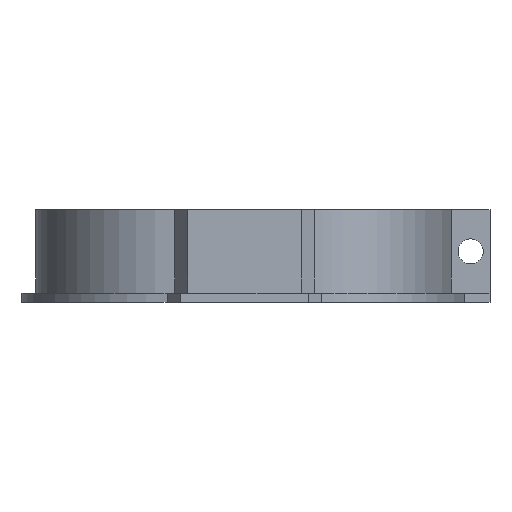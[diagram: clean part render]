
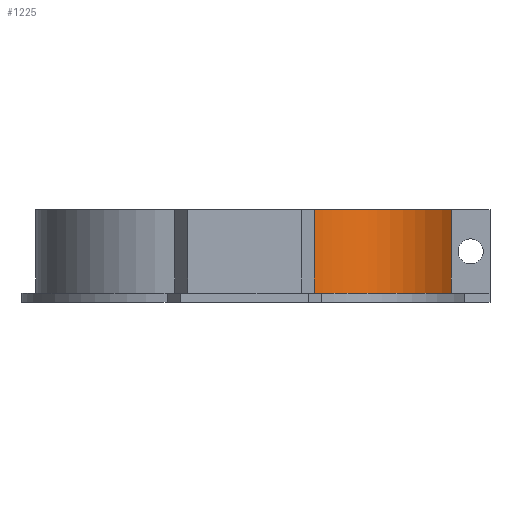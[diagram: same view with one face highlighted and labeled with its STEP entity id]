
A CAD part, left-side view. The second image highlights one B-rep face of the part: STEP entity #1225.
In plain terms, the highlighted free-form (B-spline) face has degree [3, 1] with [8, 2] control points.
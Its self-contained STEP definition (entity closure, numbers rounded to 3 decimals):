
#33=B_SPLINE_SURFACE_WITH_KNOTS('',3,1,((#2056,#2057),(#2058,#2059),(#2060,
#2061),(#2062,#2063),(#2064,#2065),(#2066,#2067),(#2068,#2069),(#2070,#2071)),
 .SURF_OF_LINEAR_EXTRUSION.,.F.,.F.,.F.,(4,1,1,1,1,4),(2,2),(0.,0.25,0.5,
0.625,0.75,1.),(0.,1.),.UNSPECIFIED.);
#126=LINE('',#2055,#260);
#127=LINE('',#2087,#261);
#260=VECTOR('',#1431,1000.);
#261=VECTOR('',#1432,1000.);
#467=ORIENTED_EDGE('',*,*,#797,.F.);
#468=ORIENTED_EDGE('',*,*,#796,.F.);
#469=ORIENTED_EDGE('',*,*,#718,.T.);
#470=ORIENTED_EDGE('',*,*,#798,.T.);
#718=EDGE_CURVE('',#901,#900,#1000,.T.);
#796=EDGE_CURVE('',#901,#958,#126,.T.);
#797=EDGE_CURVE('',#958,#959,#1022,.T.);
#798=EDGE_CURVE('',#900,#959,#127,.T.);
#900=VERTEX_POINT('',#1717);
#901=VERTEX_POINT('',#1732);
#958=VERTEX_POINT('',#2054);
#959=VERTEX_POINT('',#2086);
#1000=B_SPLINE_CURVE_WITH_KNOTS('',3,(#1718,#1719,#1720,#1721,#1722,#1723,
#1724,#1725,#1726,#1727,#1728,#1729,#1730,#1731),.UNSPECIFIED.,.F.,.F.,
(4,2,2,2,2,2,4),(0.,0.238,0.498,0.628,
0.758,0.888,1.),.UNSPECIFIED.);
#1022=B_SPLINE_CURVE_WITH_KNOTS('',3,(#2072,#2073,#2074,#2075,#2076,#2077,
#2078,#2079,#2080,#2081,#2082,#2083,#2084,#2085),.UNSPECIFIED.,.F.,.F.,
(4,2,2,2,2,2,4),(0.,0.238,0.498,0.628,
0.758,0.888,1.),.UNSPECIFIED.);
#1049=EDGE_LOOP('',(#467,#468,#469,#470));
#1119=FACE_BOUND('',#1049,.T.);
#1225=ADVANCED_FACE('',(#1119),#33,.T.);
#1431=DIRECTION('',(0.,0.,-1.));
#1432=DIRECTION('',(0.,0.,-1.));
#1717=CARTESIAN_POINT('',(54.401,-8.427,9.));
#1718=CARTESIAN_POINT('',(84.527,-23.237,9.));
#1719=CARTESIAN_POINT('',(79.665,-23.01,9.));
#1720=CARTESIAN_POINT('',(75.459,-22.616,9.));
#1721=CARTESIAN_POINT('',(67.922,-21.371,9.));
#1722=CARTESIAN_POINT('',(64.704,-20.482,9.));
#1723=CARTESIAN_POINT('',(60.832,-18.682,9.));
#1724=CARTESIAN_POINT('',(59.701,-18.003,9.));
#1725=CARTESIAN_POINT('',(57.756,-16.46,9.));
#1726=CARTESIAN_POINT('',(56.94,-15.597,9.));
#1727=CARTESIAN_POINT('',(55.646,-13.684,9.));
#1728=CARTESIAN_POINT('',(55.167,-12.634,9.));
#1729=CARTESIAN_POINT('',(54.584,-10.537,9.));
#1730=CARTESIAN_POINT('',(54.437,-9.51,9.));
#1731=CARTESIAN_POINT('',(54.401,-8.427,9.));
#1732=CARTESIAN_POINT('',(84.527,-23.237,9.));
#2054=CARTESIAN_POINT('',(84.527,-23.237,0.));
#2055=CARTESIAN_POINT('',(84.527,-23.237,9.));
#2056=CARTESIAN_POINT('',(84.527,-23.237,9.));
#2057=CARTESIAN_POINT('',(84.527,-23.237,0.));
#2058=CARTESIAN_POINT('',(79.429,-22.999,9.));
#2059=CARTESIAN_POINT('',(79.429,-22.999,0.));
#2060=CARTESIAN_POINT('',(70.676,-22.155,9.));
#2061=CARTESIAN_POINT('',(70.676,-22.155,0.));
#2062=CARTESIAN_POINT('',(63.013,-19.983,9.));
#2063=CARTESIAN_POINT('',(63.013,-19.983,0.));
#2064=CARTESIAN_POINT('',(58.655,-17.374,9.));
#2065=CARTESIAN_POINT('',(58.655,-17.374,0.));
#2066=CARTESIAN_POINT('',(55.461,-14.08,9.));
#2067=CARTESIAN_POINT('',(55.461,-14.08,0.));
#2068=CARTESIAN_POINT('',(54.482,-10.845,9.));
#2069=CARTESIAN_POINT('',(54.482,-10.845,0.));
#2070=CARTESIAN_POINT('',(54.401,-8.427,9.));
#2071=CARTESIAN_POINT('',(54.401,-8.427,0.));
#2072=CARTESIAN_POINT('',(84.527,-23.237,0.));
#2073=CARTESIAN_POINT('',(79.665,-23.01,0.));
#2074=CARTESIAN_POINT('',(75.459,-22.616,0.));
#2075=CARTESIAN_POINT('',(67.922,-21.371,0.));
#2076=CARTESIAN_POINT('',(64.704,-20.482,0.));
#2077=CARTESIAN_POINT('',(60.832,-18.682,0.));
#2078=CARTESIAN_POINT('',(59.701,-18.003,0.));
#2079=CARTESIAN_POINT('',(57.756,-16.46,0.));
#2080=CARTESIAN_POINT('',(56.94,-15.597,0.));
#2081=CARTESIAN_POINT('',(55.646,-13.684,0.));
#2082=CARTESIAN_POINT('',(55.167,-12.634,0.));
#2083=CARTESIAN_POINT('',(54.584,-10.537,0.));
#2084=CARTESIAN_POINT('',(54.437,-9.51,0.));
#2085=CARTESIAN_POINT('',(54.401,-8.427,0.));
#2086=CARTESIAN_POINT('',(54.401,-8.427,0.));
#2087=CARTESIAN_POINT('',(54.401,-8.427,9.));
